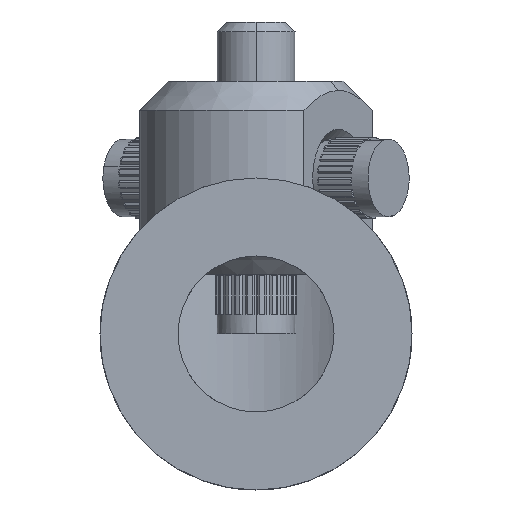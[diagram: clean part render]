
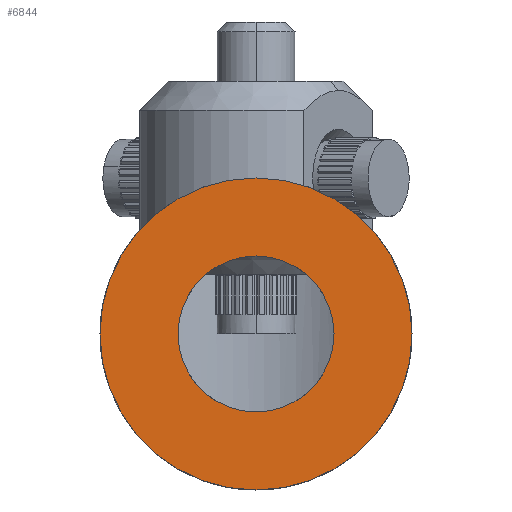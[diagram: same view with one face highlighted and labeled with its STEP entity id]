
A CAD part, left-side view. The second image highlights one B-rep face of the part: STEP entity #6844.
In plain terms, the highlighted face is planar.
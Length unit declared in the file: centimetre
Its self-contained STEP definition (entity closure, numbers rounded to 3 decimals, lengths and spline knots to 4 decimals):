
#1764=PLANE('',#7247);
#2069=VERTEX_POINT('',#9652);
#2101=VERTEX_POINT('',#10009);
#2702=CIRCLE('',#7225,0.4);
#2708=CIRCLE('',#7246,0.8);
#3004=EDGE_CURVE('',#2069,#2069,#2702,.T.);
#3050=EDGE_CURVE('',#2101,#2101,#2708,.T.);
#4049=ORIENTED_EDGE('',*,*,#3004,.T.);
#4050=ORIENTED_EDGE('',*,*,#3050,.F.);
#5887=EDGE_LOOP('',(#4049));
#5888=EDGE_LOOP('',(#4050));
#6369=FACE_BOUND('',#5887,.T.);
#6370=FACE_BOUND('',#5888,.T.);
#6844=ADVANCED_FACE('',(#6369,#6370),#1764,.T.);
#7225=AXIS2_PLACEMENT_3D('',#9651,#7935,#7936);
#7246=AXIS2_PLACEMENT_3D('',#10008,#7989,#7990);
#7247=AXIS2_PLACEMENT_3D('',#10010,#7991,$);
#7935=DIRECTION('',(0.,0.,-1.));
#7936=DIRECTION('',(0.4,0.,0.));
#7989=DIRECTION('',(0.,0.,-1.));
#7990=DIRECTION('',(0.8,0.,0.));
#7991=DIRECTION('',(0.,0.,1.));
#9651=CARTESIAN_POINT('',(0.,0.,2.));
#9652=CARTESIAN_POINT('',(-0.4,0.,2.));
#10008=CARTESIAN_POINT('',(0.,0.,2.));
#10009=CARTESIAN_POINT('',(0.8,0.,2.));
#10010=CARTESIAN_POINT('',(0.,0.,2.));
